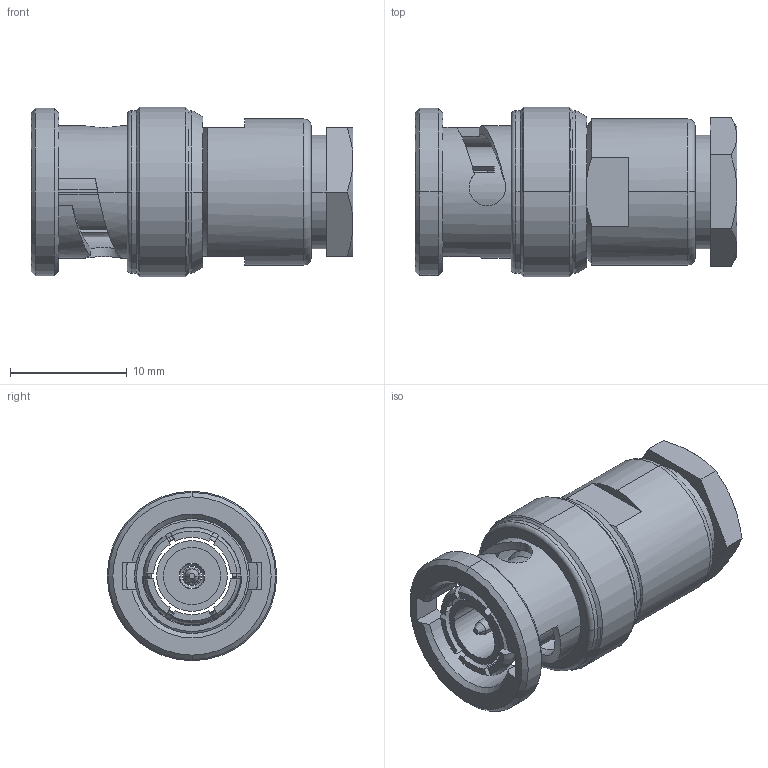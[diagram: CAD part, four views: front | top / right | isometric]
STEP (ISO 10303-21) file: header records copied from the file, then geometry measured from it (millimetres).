
FILE_DESCRIPTION((''),'2;1');
FILE_NAME('31-4541-RFX_SW0001','2012-11-20T',('KARTHIK R'),(''),'PRO/ENGINEER BY PARAMETRIC TECHNOLOGY CORPORATION, 2010100','PRO/ENGINEER BY PARAMETRIC TECHNOLOGY CORPORATION, 2010100','');
FILE_SCHEMA(('CONFIG_CONTROL_DESIGN'));
Length unit declared in the file: millimetre
Products named in the file (1): 31-4541-RFX_SW0001
Bounding box: 27.55 x 14.5 x 14.5 mm (x, y, z)
Surface area: 2391.1 mm2 (no closed solid volume)
Topology: 0 solids, 13 shells, 148 faces, 434 edges, 293 vertices
Faces by surface type: cone 51, cylinder 44, plane 37, torus 10, bspline 6
Entity records: 6637 total; most frequent: CARTESIAN_POINT 2820, DIRECTION 784, ORIENTED_EDGE 737, EDGE_CURVE 432, AXIS2_PLACEMENT_3D 309, VERTEX_POINT 293, CIRCLE 167, VECTOR 166
